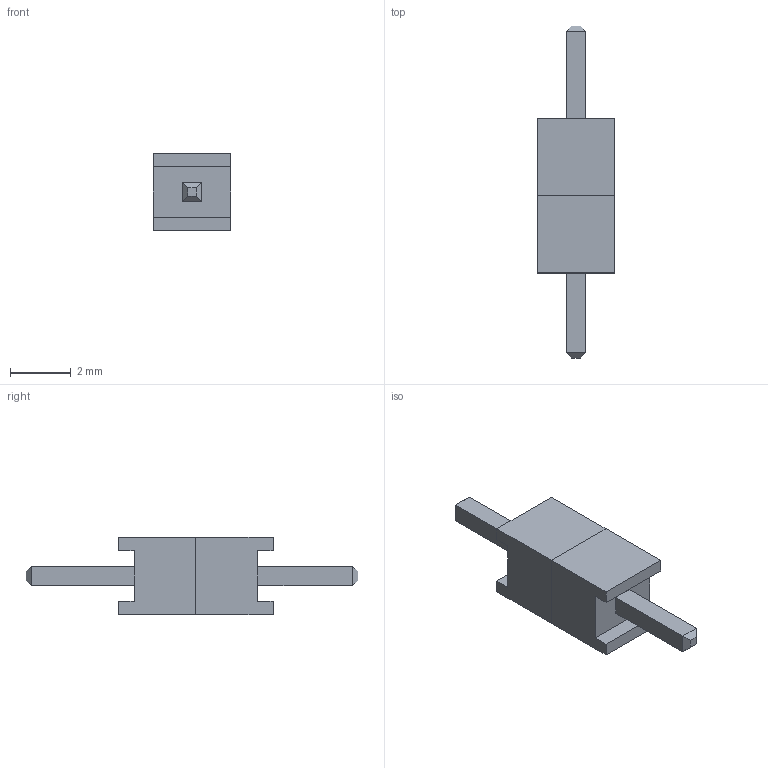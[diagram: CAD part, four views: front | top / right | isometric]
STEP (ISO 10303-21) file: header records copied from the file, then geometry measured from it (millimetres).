
FILE_DESCRIPTION( ( 'STEP AP214' ), '1' );
FILE_NAME( 'DW-01-07-T-S-200.stp', '2022-02-04T09:25:59', ( 'License CC BY-ND 4.0' ), ( 'CADENAS' ), ' ', 'PARTsolutions', ' ' );
FILE_SCHEMA( ( 'AUTOMOTIVE_DESIGN { 1 0 10303 214 1 1 1 1 }' ) );
Length unit declared in the file: inch
Products named in the file (4): DW-01-07-T-S-200; _ZW-01-07-G-S-200-110bbody; _ZW-01-07-G-S-200-110_pins; _ZW-01-07-G-S-200-110_top_body
Assembly tree (3 placements, depth 2):
  DW-01-07-T-S-200
    _ZW-01-07-G-S-200-110bbody
    _ZW-01-07-G-S-200-110_pins
    _ZW-01-07-G-S-200-110_top_body
Bounding box: 2.54 x 10.92 x 2.54 mm (x, y, z)
Volume: 31.2 mm3; surface area: 116.4 mm2
Topology: 3 solids, 3 shells, 46 faces, 112 edges, 72 vertices
Faces by surface type: plane 46
Entity records: 1758 total; most frequent: CARTESIAN_POINT 234, ORIENTED_EDGE 224, DIRECTION 212, EDGE_CURVE 112, LINE 112, VECTOR 112, VERTEX_POINT 72, AXIS2_PLACEMENT_3D 50
